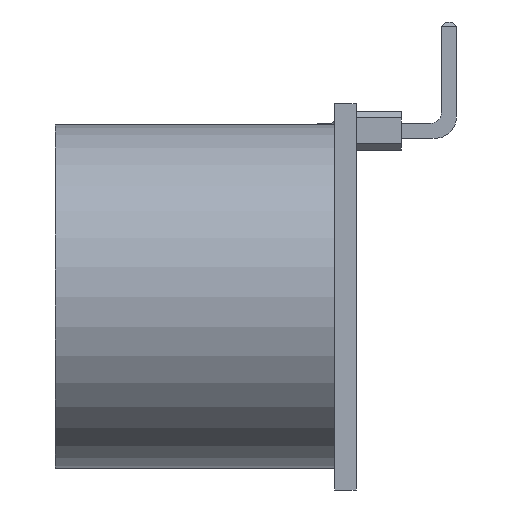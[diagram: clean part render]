
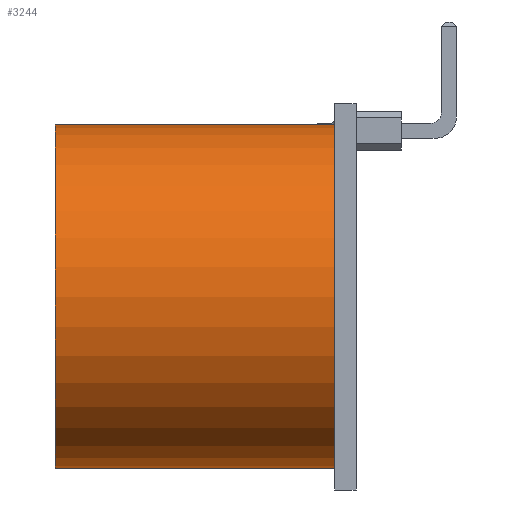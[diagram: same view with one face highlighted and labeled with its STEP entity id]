
A CAD part, left-side view. The second image highlights one B-rep face of the part: STEP entity #3244.
In plain terms, the highlighted cylindrical face has radius 8 mm (diameter 16 mm), a full revolution.
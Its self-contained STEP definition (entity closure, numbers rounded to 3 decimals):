
#417=FACE_OUTER_BOUND('',#611,.T.);
#611=EDGE_LOOP('',(#2952,#2953,#2954,#2955));
#949=LINE('',#5425,#1277);
#1277=VECTOR('',#4503,8.);
#1373=CIRCLE('',#3566,8.);
#1374=CIRCLE('',#3567,8.);
#1651=VERTEX_POINT('',#5422);
#1652=VERTEX_POINT('',#5424);
#2099=EDGE_CURVE('',#1651,#1651,#1373,.T.);
#2100=EDGE_CURVE('',#1651,#1652,#949,.T.);
#2101=EDGE_CURVE('',#1652,#1652,#1374,.T.);
#2952=ORIENTED_EDGE('',*,*,#2099,.F.);
#2953=ORIENTED_EDGE('',*,*,#2100,.T.);
#2954=ORIENTED_EDGE('',*,*,#2101,.F.);
#2955=ORIENTED_EDGE('',*,*,#2100,.F.);
#3064=CYLINDRICAL_SURFACE('',#3565,8.);
#3244=ADVANCED_FACE('',(#417),#3064,.T.);
#3565=AXIS2_PLACEMENT_3D('',#5421,#4499,#4500);
#3566=AXIS2_PLACEMENT_3D('',#5423,#4501,#4502);
#3567=AXIS2_PLACEMENT_3D('',#5426,#4504,#4505);
#4499=DIRECTION('center_axis',(0.,1.,0.));
#4500=DIRECTION('ref_axis',(-1.,0.,0.));
#4501=DIRECTION('center_axis',(0.,1.,0.));
#4502=DIRECTION('ref_axis',(-1.,0.,0.));
#4503=DIRECTION('',(0.,-1.,0.));
#4504=DIRECTION('center_axis',(0.,-1.,0.));
#4505=DIRECTION('ref_axis',(-1.,0.,0.));
#5421=CARTESIAN_POINT('Origin',(-11.,1.,0.));
#5422=CARTESIAN_POINT('',(-3.,14.,0.));
#5423=CARTESIAN_POINT('Origin',(-11.,14.,0.));
#5424=CARTESIAN_POINT('',(-3.,1.,0.));
#5425=CARTESIAN_POINT('',(-3.,1.,0.));
#5426=CARTESIAN_POINT('Origin',(-11.,1.,0.));
